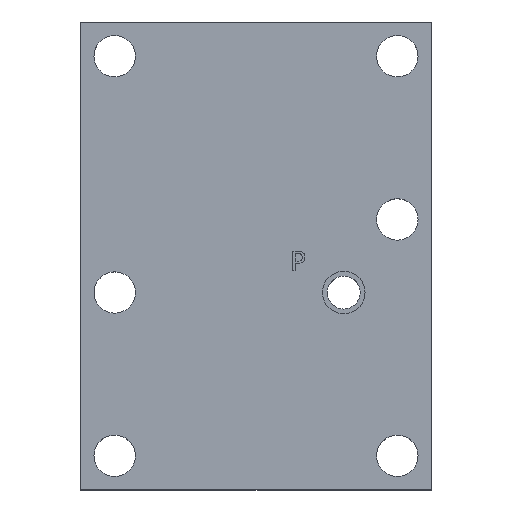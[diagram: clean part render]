
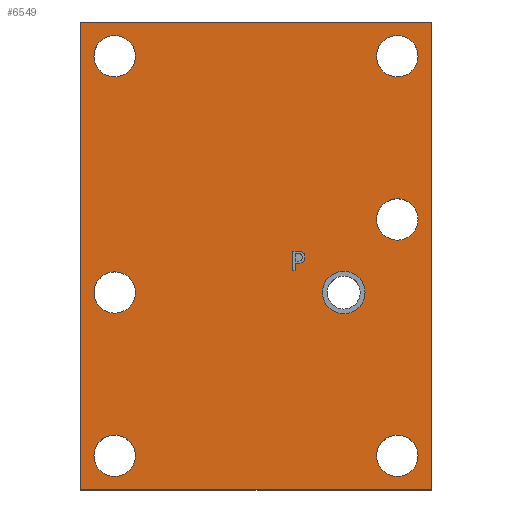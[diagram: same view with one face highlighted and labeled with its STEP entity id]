
A CAD part, top view. The second image highlights one B-rep face of the part: STEP entity #6549.
In plain terms, the highlighted planar face has unit normal (0, 0, 1).
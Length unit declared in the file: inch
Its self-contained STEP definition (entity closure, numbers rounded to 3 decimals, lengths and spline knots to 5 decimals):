
#33=CIRCLE('',#6813,0.2655);
#34=CIRCLE('',#6814,0.2655);
#35=CIRCLE('',#6815,0.2655);
#36=CIRCLE('',#6816,0.2655);
#37=CIRCLE('',#6817,0.2655);
#38=CIRCLE('',#6818,0.2655);
#39=CIRCLE('',#6819,0.273);
#40=CIRCLE('',#6820,0.273);
#117=FACE_BOUND('',#926,.T.);
#118=FACE_BOUND('',#927,.T.);
#119=FACE_BOUND('',#928,.T.);
#120=FACE_BOUND('',#929,.T.);
#121=FACE_BOUND('',#930,.T.);
#122=FACE_BOUND('',#931,.T.);
#123=FACE_BOUND('',#932,.T.);
#124=FACE_BOUND('',#933,.T.);
#554=FACE_OUTER_BOUND('',#925,.T.);
#925=EDGE_LOOP('',(#5819,#5820,#5821,#5822));
#926=EDGE_LOOP('',(#5823));
#927=EDGE_LOOP('',(#5824));
#928=EDGE_LOOP('',(#5825));
#929=EDGE_LOOP('',(#5826));
#930=EDGE_LOOP('',(#5827));
#931=EDGE_LOOP('',(#5828));
#932=EDGE_LOOP('',(#5829,#5830));
#933=EDGE_LOOP('',(#5831,#5832,#5833,#5834,#5835,#5836,#5837,#5838,#5839));
#1602=LINE('',#11308,#2285);
#1619=LINE('',#11465,#2302);
#1622=LINE('',#11470,#2305);
#1624=LINE('',#11474,#2307);
#1633=LINE('',#11516,#2316);
#1635=LINE('',#11520,#2318);
#1638=LINE('',#11550,#2321);
#1639=LINE('',#11552,#2322);
#1640=LINE('',#11553,#2323);
#2285=VECTOR('',#7912,4.5);
#2302=VECTOR('',#7949,0.3937);
#2305=VECTOR('',#7954,0.3937);
#2307=VECTOR('',#7958,0.3937);
#2316=VECTOR('',#7975,0.3937);
#2318=VECTOR('',#7979,0.3937);
#2321=VECTOR('',#7984,6.);
#2322=VECTOR('',#7985,6.);
#2323=VECTOR('',#7986,4.5);
#2545=B_SPLINE_CURVE_WITH_KNOTS('',2,(#11485,#11486,#11487,#11488),
 .UNSPECIFIED.,.F.,.F.,(3,1,3),(0.,1.,2.),.UNSPECIFIED.);
#2546=B_SPLINE_CURVE_WITH_KNOTS('',2,(#11499,#11500,#11501,#11502),
 .UNSPECIFIED.,.F.,.F.,(3,1,3),(0.,1.,2.),.UNSPECIFIED.);
#2547=B_SPLINE_CURVE_WITH_KNOTS('',2,(#11531,#11532,#11533,#11534),
 .UNSPECIFIED.,.F.,.F.,(3,1,3),(0.,1.,2.),.UNSPECIFIED.);
#2548=B_SPLINE_CURVE_WITH_KNOTS('',2,(#11544,#11545,#11546,#11547),
 .UNSPECIFIED.,.F.,.F.,(3,1,3),(0.,1.,2.),.UNSPECIFIED.);
#3087=VERTEX_POINT('',#11306);
#3088=VERTEX_POINT('',#11307);
#3112=VERTEX_POINT('',#11463);
#3113=VERTEX_POINT('',#11464);
#3114=VERTEX_POINT('',#11469);
#3115=VERTEX_POINT('',#11473);
#3116=VERTEX_POINT('',#11484);
#3117=VERTEX_POINT('',#11498);
#3120=VERTEX_POINT('',#11515);
#3121=VERTEX_POINT('',#11519);
#3122=VERTEX_POINT('',#11530);
#3123=VERTEX_POINT('',#11549);
#3124=VERTEX_POINT('',#11551);
#3125=VERTEX_POINT('',#11554);
#3126=VERTEX_POINT('',#11556);
#3127=VERTEX_POINT('',#11558);
#3128=VERTEX_POINT('',#11560);
#3129=VERTEX_POINT('',#11562);
#3130=VERTEX_POINT('',#11564);
#3131=VERTEX_POINT('',#11566);
#3132=VERTEX_POINT('',#11567);
#3993=EDGE_CURVE('',#3087,#3088,#1602,.T.);
#4022=EDGE_CURVE('',#3112,#3113,#1619,.T.);
#4025=EDGE_CURVE('',#3113,#3114,#1622,.T.);
#4027=EDGE_CURVE('',#3114,#3115,#1624,.T.);
#4029=EDGE_CURVE('',#3115,#3116,#2545,.T.);
#4031=EDGE_CURVE('',#3116,#3117,#2546,.T.);
#4038=EDGE_CURVE('',#3120,#3112,#1633,.T.);
#4040=EDGE_CURVE('',#3121,#3120,#1635,.T.);
#4042=EDGE_CURVE('',#3122,#3121,#2547,.T.);
#4044=EDGE_CURVE('',#3117,#3122,#2548,.T.);
#4045=EDGE_CURVE('',#3088,#3123,#1638,.T.);
#4046=EDGE_CURVE('',#3124,#3087,#1639,.T.);
#4047=EDGE_CURVE('',#3123,#3124,#1640,.T.);
#4048=EDGE_CURVE('',#3125,#3125,#33,.T.);
#4049=EDGE_CURVE('',#3126,#3126,#34,.T.);
#4050=EDGE_CURVE('',#3127,#3127,#35,.T.);
#4051=EDGE_CURVE('',#3128,#3128,#36,.T.);
#4052=EDGE_CURVE('',#3129,#3129,#37,.T.);
#4053=EDGE_CURVE('',#3130,#3130,#38,.T.);
#4054=EDGE_CURVE('',#3131,#3132,#39,.T.);
#4055=EDGE_CURVE('',#3132,#3131,#40,.T.);
#5819=ORIENTED_EDGE('',*,*,#4045,.F.);
#5820=ORIENTED_EDGE('',*,*,#3993,.F.);
#5821=ORIENTED_EDGE('',*,*,#4046,.F.);
#5822=ORIENTED_EDGE('',*,*,#4047,.F.);
#5823=ORIENTED_EDGE('',*,*,#4048,.T.);
#5824=ORIENTED_EDGE('',*,*,#4049,.T.);
#5825=ORIENTED_EDGE('',*,*,#4050,.T.);
#5826=ORIENTED_EDGE('',*,*,#4051,.T.);
#5827=ORIENTED_EDGE('',*,*,#4052,.T.);
#5828=ORIENTED_EDGE('',*,*,#4053,.T.);
#5829=ORIENTED_EDGE('',*,*,#4054,.T.);
#5830=ORIENTED_EDGE('',*,*,#4055,.T.);
#5831=ORIENTED_EDGE('',*,*,#4022,.T.);
#5832=ORIENTED_EDGE('',*,*,#4025,.T.);
#5833=ORIENTED_EDGE('',*,*,#4027,.T.);
#5834=ORIENTED_EDGE('',*,*,#4029,.T.);
#5835=ORIENTED_EDGE('',*,*,#4031,.T.);
#5836=ORIENTED_EDGE('',*,*,#4044,.T.);
#5837=ORIENTED_EDGE('',*,*,#4042,.T.);
#5838=ORIENTED_EDGE('',*,*,#4040,.T.);
#5839=ORIENTED_EDGE('',*,*,#4038,.T.);
#6223=PLANE('',#6812);
#6549=ADVANCED_FACE('',(#554,#117,#118,#119,#120,#121,#122,#123,#124),#6223,
 .T.);
#6812=AXIS2_PLACEMENT_3D('',#11548,#7982,#7983);
#6813=AXIS2_PLACEMENT_3D('',#11555,#7987,#7988);
#6814=AXIS2_PLACEMENT_3D('',#11557,#7989,#7990);
#6815=AXIS2_PLACEMENT_3D('',#11559,#7991,#7992);
#6816=AXIS2_PLACEMENT_3D('',#11561,#7993,#7994);
#6817=AXIS2_PLACEMENT_3D('',#11563,#7995,#7996);
#6818=AXIS2_PLACEMENT_3D('',#11565,#7997,#7998);
#6819=AXIS2_PLACEMENT_3D('',#11568,#7999,#8000);
#6820=AXIS2_PLACEMENT_3D('',#11569,#8001,#8002);
#7912=DIRECTION('',(-1.,0.,0.));
#7949=DIRECTION('',(-1.,0.,0.));
#7954=DIRECTION('',(0.,1.,0.));
#7958=DIRECTION('',(1.,0.,0.));
#7975=DIRECTION('',(0.,-1.,0.));
#7979=DIRECTION('',(-1.,0.,0.));
#7982=DIRECTION('center_axis',(0.,0.,1.));
#7983=DIRECTION('ref_axis',(1.,0.,0.));
#7984=DIRECTION('',(0.,1.,0.));
#7985=DIRECTION('',(0.,-1.,0.));
#7986=DIRECTION('',(1.,0.,0.));
#7987=DIRECTION('center_axis',(0.,0.,-1.));
#7988=DIRECTION('ref_axis',(1.,0.,0.));
#7989=DIRECTION('center_axis',(0.,0.,-1.));
#7990=DIRECTION('ref_axis',(1.,0.,0.));
#7991=DIRECTION('center_axis',(0.,0.,-1.));
#7992=DIRECTION('ref_axis',(1.,0.,0.));
#7993=DIRECTION('center_axis',(0.,0.,-1.));
#7994=DIRECTION('ref_axis',(1.,0.,0.));
#7995=DIRECTION('center_axis',(0.,0.,-1.));
#7996=DIRECTION('ref_axis',(1.,0.,0.));
#7997=DIRECTION('center_axis',(0.,0.,-1.));
#7998=DIRECTION('ref_axis',(1.,0.,0.));
#7999=DIRECTION('center_axis',(0.,0.,-1.));
#8000=DIRECTION('ref_axis',(1.,0.,0.));
#8001=DIRECTION('center_axis',(0.,0.,-1.));
#8002=DIRECTION('ref_axis',(1.,0.,0.));
#11306=CARTESIAN_POINT('',(4.5,0.,1.));
#11307=CARTESIAN_POINT('',(0.,0.,1.));
#11308=CARTESIAN_POINT('',(4.5,0.,1.));
#11463=CARTESIAN_POINT('',(2.75345,2.80907,1.));
#11464=CARTESIAN_POINT('',(2.72022,2.80907,1.));
#11465=CARTESIAN_POINT('',(2.48511,2.80907,1.));
#11469=CARTESIAN_POINT('',(2.72022,3.05907,1.));
#11470=CARTESIAN_POINT('',(2.72022,3.02954,1.));
#11473=CARTESIAN_POINT('',(2.78303,3.05907,1.));
#11474=CARTESIAN_POINT('',(2.51651,3.05907,1.));
#11484=CARTESIAN_POINT('',(2.84846,3.04347,1.));
#11485=CARTESIAN_POINT('Ctrl Pts',(2.78303,3.05907,1.));
#11486=CARTESIAN_POINT('Ctrl Pts',(2.80531,3.05907,1.));
#11487=CARTESIAN_POINT('Ctrl Pts',(2.83651,3.05178,1.));
#11488=CARTESIAN_POINT('Ctrl Pts',(2.84846,3.04347,1.));
#11498=CARTESIAN_POINT('',(2.87824,2.98371,1.));
#11499=CARTESIAN_POINT('Ctrl Pts',(2.84846,3.04347,1.));
#11500=CARTESIAN_POINT('Ctrl Pts',(2.86244,3.03395,1.));
#11501=CARTESIAN_POINT('Ctrl Pts',(2.87824,3.00458,1.));
#11502=CARTESIAN_POINT('Ctrl Pts',(2.87824,2.98371,1.));
#11515=CARTESIAN_POINT('',(2.75345,2.90227,1.));
#11516=CARTESIAN_POINT('',(2.75345,2.90454,1.));
#11519=CARTESIAN_POINT('',(2.78161,2.90227,1.));
#11520=CARTESIAN_POINT('',(2.50172,2.90227,1.));
#11530=CARTESIAN_POINT('',(2.85636,2.9282,1.));
#11531=CARTESIAN_POINT('Ctrl Pts',(2.85636,2.9282,1.));
#11532=CARTESIAN_POINT('Ctrl Pts',(2.8434,2.91543,1.));
#11533=CARTESIAN_POINT('Ctrl Pts',(2.80835,2.90227,1.));
#11534=CARTESIAN_POINT('Ctrl Pts',(2.78161,2.90227,1.));
#11544=CARTESIAN_POINT('Ctrl Pts',(2.87824,2.98371,1.));
#11545=CARTESIAN_POINT('Ctrl Pts',(2.87824,2.9675,1.));
#11546=CARTESIAN_POINT('Ctrl Pts',(2.8667,2.93833,1.));
#11547=CARTESIAN_POINT('Ctrl Pts',(2.85636,2.9282,1.));
#11548=CARTESIAN_POINT('Origin',(2.25,3.,1.));
#11549=CARTESIAN_POINT('',(0.,6.,1.));
#11550=CARTESIAN_POINT('',(0.,0.,1.));
#11551=CARTESIAN_POINT('',(4.5,6.,1.));
#11552=CARTESIAN_POINT('',(4.5,6.,1.));
#11553=CARTESIAN_POINT('',(0.,6.,1.));
#11554=CARTESIAN_POINT('',(0.1715,5.562,1.));
#11555=CARTESIAN_POINT('Origin',(0.437,5.562,1.));
#11556=CARTESIAN_POINT('',(3.797,5.5618,1.));
#11557=CARTESIAN_POINT('Origin',(4.0625,5.5618,1.));
#11558=CARTESIAN_POINT('',(3.7975,3.468,1.));
#11559=CARTESIAN_POINT('Origin',(4.063,3.468,1.));
#11560=CARTESIAN_POINT('',(3.797,0.437,1.));
#11561=CARTESIAN_POINT('Origin',(4.0625,0.437,1.));
#11562=CARTESIAN_POINT('',(0.172,0.437,1.));
#11563=CARTESIAN_POINT('Origin',(0.4375,0.437,1.));
#11564=CARTESIAN_POINT('',(0.1725,2.531,1.));
#11565=CARTESIAN_POINT('Origin',(0.438,2.531,1.));
#11566=CARTESIAN_POINT('',(3.648,2.531,1.));
#11567=CARTESIAN_POINT('',(3.102,2.531,1.));
#11568=CARTESIAN_POINT('Origin',(3.375,2.531,1.));
#11569=CARTESIAN_POINT('Origin',(3.375,2.531,1.));
